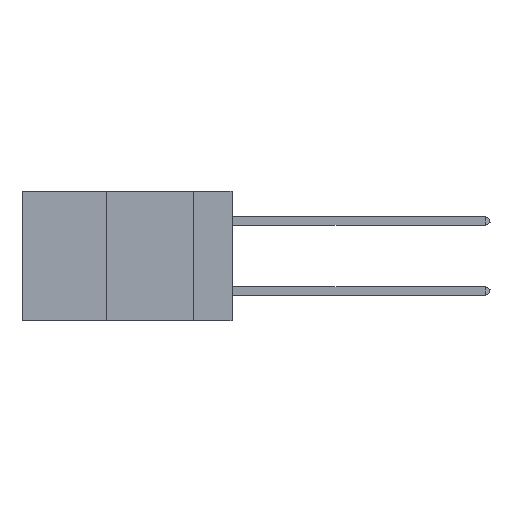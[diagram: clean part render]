
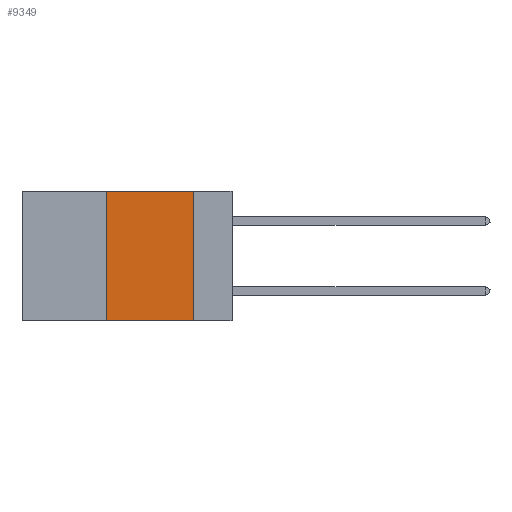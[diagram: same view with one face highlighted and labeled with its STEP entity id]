
A CAD part, left-side view. The second image highlights one B-rep face of the part: STEP entity #9349.
In plain terms, the highlighted planar face has unit normal (-1, 0, 0).
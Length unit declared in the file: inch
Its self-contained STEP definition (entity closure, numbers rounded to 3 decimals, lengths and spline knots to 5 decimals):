
#1272 = CARTESIAN_POINT ( 'NONE',  ( 0., 0.36, 0. ) ) ;
#1308 = VECTOR ( 'NONE', #13768, 39.37008 ) ;
#1745 = VERTEX_POINT ( 'NONE', #8760 ) ;
#1786 = VERTEX_POINT ( 'NONE', #27502 ) ;
#2820 = EDGE_CURVE ( 'NONE', #1745, #15962, #26073, .T. ) ;
#3783 = CARTESIAN_POINT ( 'NONE',  ( 0., 0.6, 0. ) ) ;
#5523 = ORIENTED_EDGE ( 'NONE', *, *, #23398, .T. ) ;
#5570 = CARTESIAN_POINT ( 'NONE',  ( 0., 0.6, 0. ) ) ;
#6032 = DIRECTION ( 'NONE',  ( 1., 0., 0. ) ) ;
#6253 = ORIENTED_EDGE ( 'NONE', *, *, #16540, .F. ) ;
#8238 = LINE ( 'NONE', #18973, #1308 ) ;
#8760 = CARTESIAN_POINT ( 'NONE',  ( 0., 0.36, -0.37 ) ) ;
#9349 = ADVANCED_FACE ( 'NONE', ( #20753 ), #17722, .F. ) ;
#9957 = EDGE_CURVE ( 'NONE', #15962, #1786, #22935, .T. ) ;
#10861 = LINE ( 'NONE', #25323, #27892 ) ;
#11337 = DIRECTION ( 'NONE',  ( 0., 0., -1. ) ) ;
#11919 = DIRECTION ( 'NONE',  ( 0., 0., 1. ) ) ;
#12312 = DIRECTION ( 'NONE',  ( 0., -1., 0. ) ) ;
#13768 = DIRECTION ( 'NONE',  ( 0., 0., -1. ) ) ;
#15962 = VERTEX_POINT ( 'NONE', #27048 ) ;
#16540 = EDGE_CURVE ( 'NONE', #1786, #32834, #8238, .T. ) ;
#17722 = PLANE ( 'NONE',  #25181 ) ;
#18973 = CARTESIAN_POINT ( 'NONE',  ( 0., 0.11, 0. ) ) ;
#19359 = ORIENTED_EDGE ( 'NONE', *, *, #2820, .F. ) ;
#19668 = CARTESIAN_POINT ( 'NONE',  ( 0., 0.11, -0.37 ) ) ;
#20753 = FACE_OUTER_BOUND ( 'NONE', #24306, .T. ) ;
#21910 = DIRECTION ( 'NONE',  ( 0., -1., 0. ) ) ;
#22935 = LINE ( 'NONE', #3783, #32683 ) ;
#23398 = EDGE_CURVE ( 'NONE', #1745, #32834, #10861, .T. ) ;
#24306 = EDGE_LOOP ( 'NONE', ( #6253, #28117, #19359, #5523 ) ) ;
#24452 = VECTOR ( 'NONE', #11919, 39.37008 ) ;
#25181 = AXIS2_PLACEMENT_3D ( 'NONE', #5570, #6032, #11337 ) ;
#25323 = CARTESIAN_POINT ( 'NONE',  ( 0., 0.6, -0.37 ) ) ;
#26073 = LINE ( 'NONE', #1272, #24452 ) ;
#27048 = CARTESIAN_POINT ( 'NONE',  ( 0., 0.36, 0. ) ) ;
#27502 = CARTESIAN_POINT ( 'NONE',  ( 0., 0.11, 0. ) ) ;
#27892 = VECTOR ( 'NONE', #12312, 39.37008 ) ;
#28117 = ORIENTED_EDGE ( 'NONE', *, *, #9957, .F. ) ;
#32683 = VECTOR ( 'NONE', #21910, 39.37008 ) ;
#32834 = VERTEX_POINT ( 'NONE', #19668 ) ;
